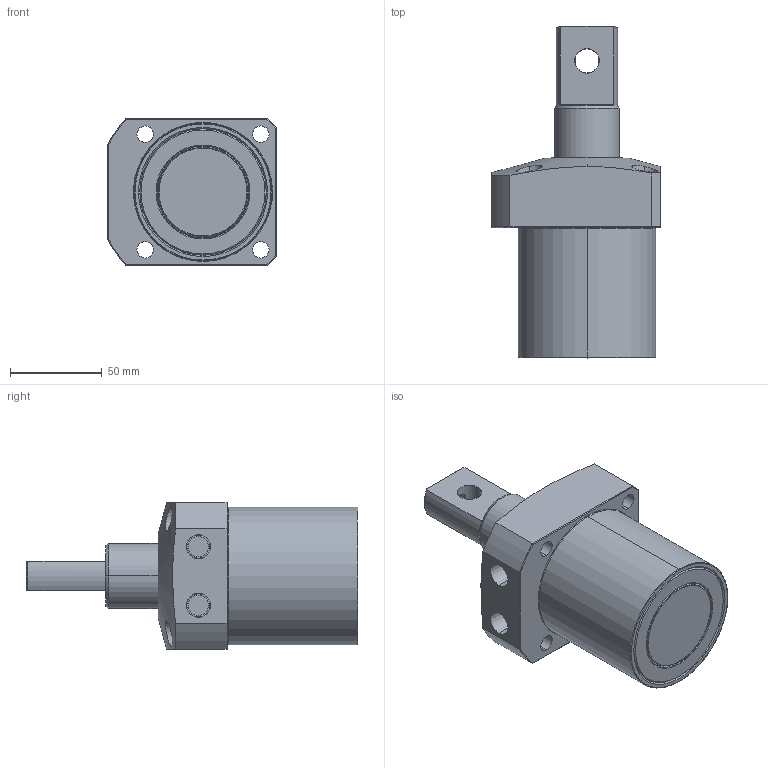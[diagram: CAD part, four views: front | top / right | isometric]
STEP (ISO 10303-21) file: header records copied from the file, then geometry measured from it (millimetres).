
FILE_DESCRIPTION (( 'STEP AP203' ), '1' );
FILE_NAME ('LHA0750-S-P.STEP', '2019-09-24T02:43:42', ( '微软用户' ), ( '微软中国' ), 'SwSTEP 2.0', 'SolidWorks 2012', '' );
FILE_SCHEMA (( 'CONFIG_CONTROL_DESIGN' ));
Length unit declared in the file: millimetre
Products named in the file (4): LHA0750-S-P; LHA0750-楓羔_蹬怮椔); LHA0750-咂衝椳紕溽_rev1; LHA0750-槭暌滀S(蹬怮椔)
Assembly tree (3 placements, depth 2):
  LHA0750-S-P
    LHA0750-槭暌滀S(蹬怮椔)
    LHA0750-咂衝椳紕溽_rev1
    LHA0750-楓羔_蹬怮椔)
Bounding box: 92 x 181 x 80 mm (x, y, z)
Volume: 600041.5 mm3; surface area: 62809.5 mm2
Topology: 3 solids, 4 shells, 121 faces, 267 edges, 167 vertices
Faces by surface type: cylinder 51, plane 33, cone 27, bspline 10
Entity records: 4503 total; most frequent: CARTESIAN_POINT 1457, DIRECTION 564, ORIENTED_EDGE 534, EDGE_CURVE 267, AXIS2_PLACEMENT_3D 234, VERTEX_POINT 167, EDGE_LOOP 146, ADVANCED_FACE 121
